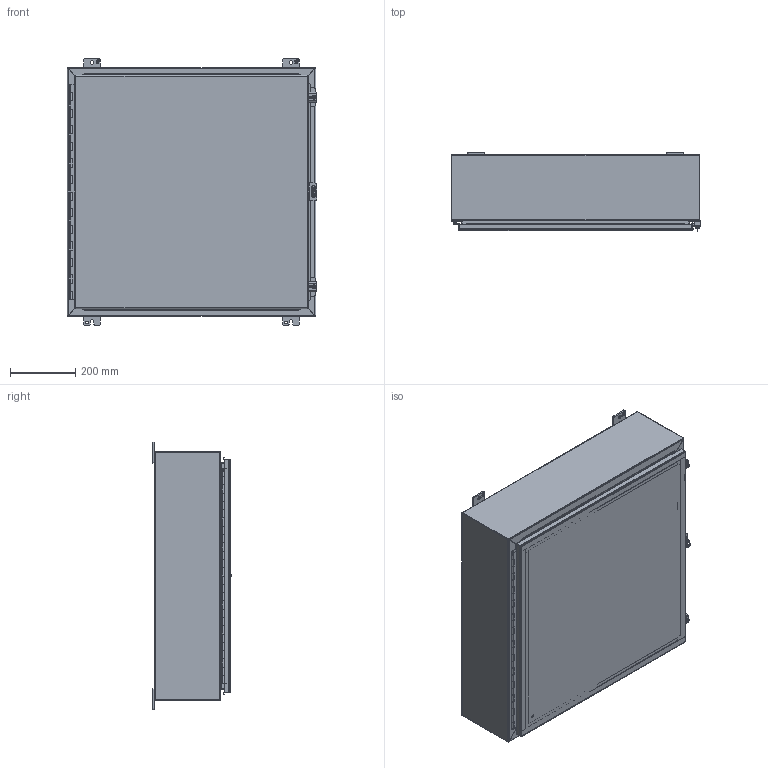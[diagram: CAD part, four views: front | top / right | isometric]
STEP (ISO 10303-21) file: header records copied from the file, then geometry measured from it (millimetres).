
FILE_DESCRIPTION (( 'STEP AP203' ), '1' );
FILE_NAME ('1418KK8_Default.step', '2019-10-31T19:36:11', ( 'ADC123' ), ( 'Microsoft' ), 'SwSTEP 2.0', 'SolidWorks 2019', '' );
FILE_SCHEMA (( 'CONFIG_CONTROL_DESIGN' ));
Length unit declared in the file: inch
Products named in the file (1): 1418KK8_Default
Bounding box: 765.17 x 239.7 x 819.15 mm (x, y, z)
Volume: 5450291.9 mm3; surface area: 5559074.8 mm2
Topology: 41 solids, 41 shells, 1311 faces, 3373 edges, 2174 vertices
Faces by surface type: plane 801, cylinder 442, bspline 58, cone 10
Entity records: 42174 total; most frequent: CARTESIAN_POINT 9985, ORIENTED_EDGE 6746, DIRECTION 6571, EDGE_CURVE 3373, LINE 2375, VECTOR 2375, VERTEX_POINT 2174, AXIS2_PLACEMENT_3D 2098
